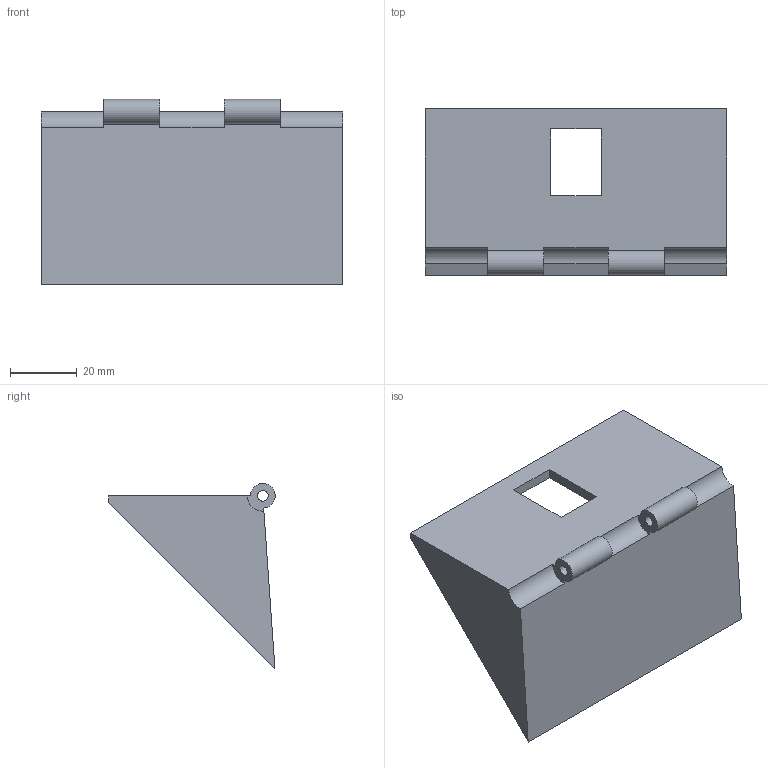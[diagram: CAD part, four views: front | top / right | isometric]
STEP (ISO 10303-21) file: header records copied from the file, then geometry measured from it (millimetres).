
FILE_DESCRIPTION(('FreeCAD Model'),'2;1');
FILE_NAME('Open CASCADE Shape Model','2022-05-02T14:35:10',('Author'),( ''),'Open CASCADE STEP processor 7.5','FreeCAD','Unknown');
FILE_SCHEMA(('AUTOMOTIVE_DESIGN { 1 0 10303 214 1 1 1 1 }'));
Length unit declared in the file: millimetre
Products named in the file (1): fanSupFixBdy
Bounding box: 90 x 49.7 x 55.31 mm (x, y, z)
Volume: 47601 mm3; surface area: 21864.3 mm2
Topology: 1 solids, 1 shells, 39 faces, 94 edges, 62 vertices
Faces by surface type: plane 28, cylinder 11
Full cylindrical faces by diameter (mm): 3.2 x2, 4 x4
Entity records: 2422 total; most frequent: CARTESIAN_POINT 444, DIRECTION 374, LINE 238, VECTOR 238, ORIENTED_EDGE 188, PCURVE 188, DEFINITIONAL_REPRESENTATION 188, EDGE_CURVE 94
